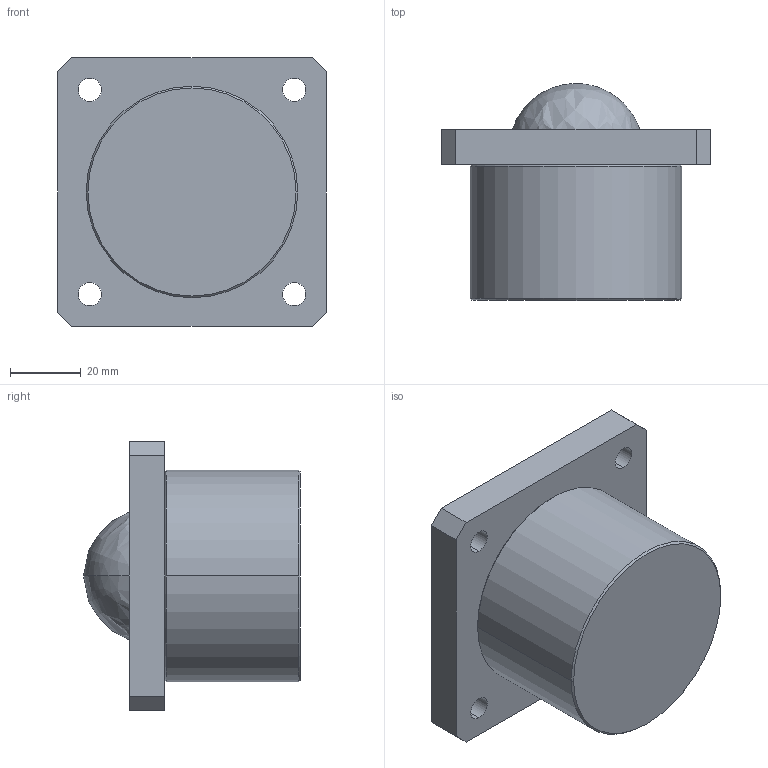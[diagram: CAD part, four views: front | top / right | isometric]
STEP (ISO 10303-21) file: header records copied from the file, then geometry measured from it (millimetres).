
FILE_DESCRIPTION (( 'STEP AP214' ), '1' );
FILE_NAME ('0022467SH_KR-OTKF-38_(A-01).step', '2024-06-13T10:22:36', ( '' ), ( '' ), 'SwSTEP 2.0', 'SolidWorks 2020', '' );
FILE_SCHEMA (( 'AUTOMOTIVE_DESIGN' ));
Length unit declared in the file: millimetre
Products named in the file (1): 0022467SH_KR-OTKF-38_(A-01)
Bounding box: 76.2 x 61.49 x 76.2 mm (x, y, z)
Volume: 234975.8 mm3; surface area: 41472.9 mm2
Topology: 4 solids, 4 shells, 71 faces, 156 edges, 92 vertices
Faces by surface type: cylinder 22, cone 20, plane 18, bspline 11
Entity records: 2636 total; most frequent: CARTESIAN_POINT 1015, DIRECTION 344, ORIENTED_EDGE 300, EDGE_CURVE 150, AXIS2_PLACEMENT_3D 139, VERTEX_POINT 92, EDGE_LOOP 86, CIRCLE 78
